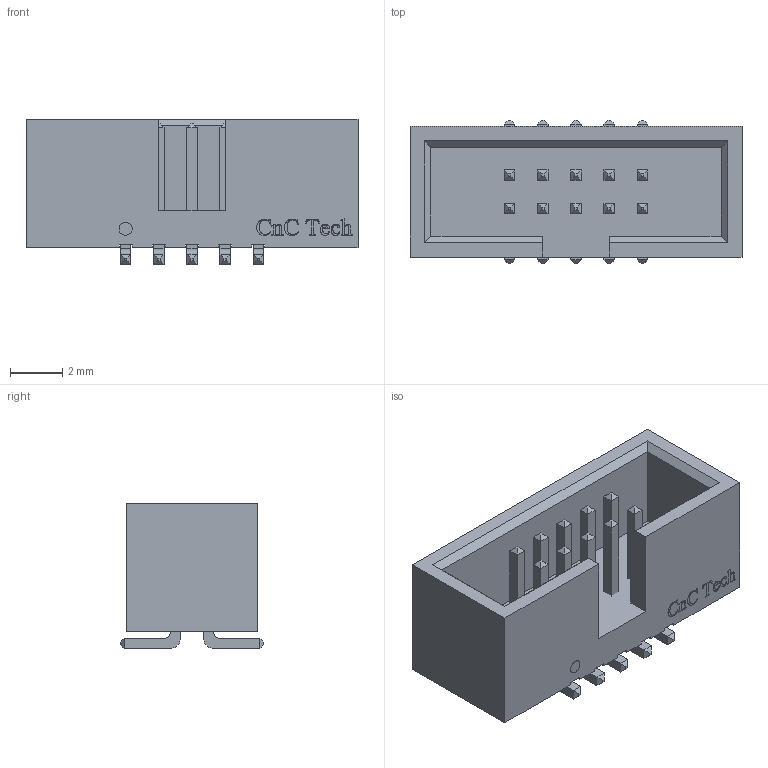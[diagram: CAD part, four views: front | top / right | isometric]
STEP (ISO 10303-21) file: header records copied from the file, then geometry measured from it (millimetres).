
FILE_DESCRIPTION(/* description */ (''),/* implementation_level */ '2;1');
FILE_NAME(/* name */ 'CNC Tech 3220-10-0300-00.stp',/* time_stamp */ '2020-05-20T21:17:46-04:00',/* author */ ('Ricardo'),/* organization */ (''),/* preprocessor_version */ 'ST-DEVELOPER v18.1',/* originating_system */ 'Autodesk Inventor 2021',/* authorisation */ '');
FILE_SCHEMA (('AUTOMOTIVE_DESIGN { 1 0 10303 214 3 1 1 }'));
Length unit declared in the file: millimetre
Products named in the file (4): CNC Tech 3220-10-0300-00; plastic; pins; logo
Assembly tree (3 placements, depth 2):
  CNC Tech 3220-10-0300-00
    plastic
    pins
    logo
Bounding box: 12.7 x 5.5 x 5.55 mm (x, y, z)
Volume: 181.2 mm3; surface area: 506.8 mm2
Topology: 19 solids, 19 shells, 376 faces, 932 edges, 594 vertices
Faces by surface type: plane 272, bspline 83, cylinder 21
Full cylindrical faces by diameter (mm): 0.5 x1
Entity records: 11384 total; most frequent: CARTESIAN_POINT 2872, ORIENTED_EDGE 1864, DIRECTION 1410, EDGE_CURVE 932, LINE 722, VECTOR 722, VERTEX_POINT 594, EDGE_LOOP 378
